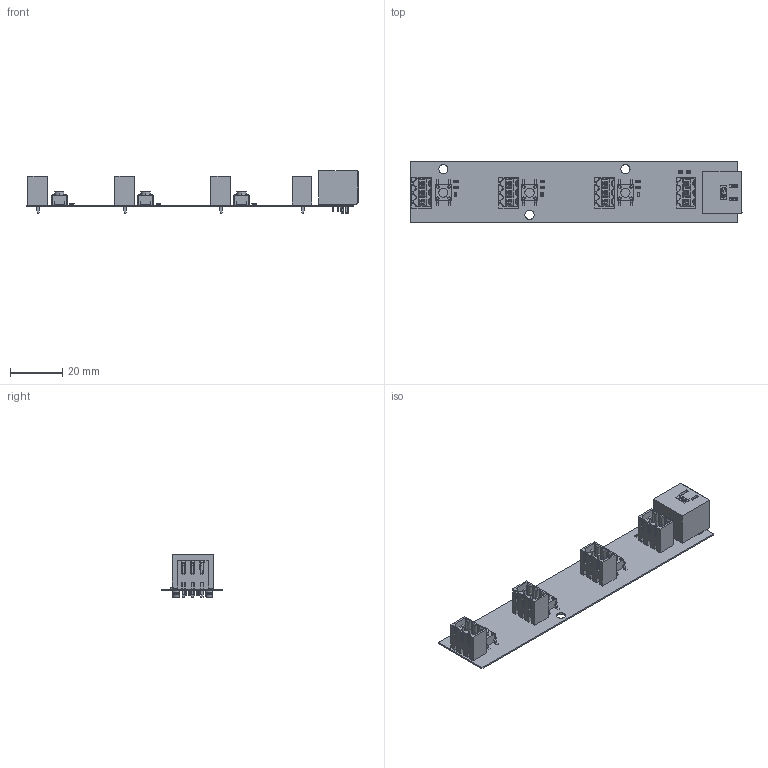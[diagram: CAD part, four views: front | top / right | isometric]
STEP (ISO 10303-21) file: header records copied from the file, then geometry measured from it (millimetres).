
FILE_DESCRIPTION(('Open CASCADE Model'),'2;1');
FILE_NAME('Open CASCADE Shape Model','2022-04-21T22:06:16',('Author'),( 'Open CASCADE'),'Open CASCADE STEP processor 6.8','Open CASCADE 6.8' ,'Unknown');
FILE_SCHEMA(('AUTOMOTIVE_DESIGN { 1 0 10303 214 1 1 1 1 }'));
Length unit declared in the file: millimetre
Products named in the file (32): PCB; Board; Open CASCADE STEP translator 6.8 3.1.1; J24; Conn_Amphenol_RJHSE-5080_eec; SW3; c-4-1437565-2-s-3d; SW2; SW1; R91; User_Library-RES_1609-0603; R90; R89; R88; R87; R86; R85; J28; SL_3.50_03_180G_3.2SN_OR_BX_1604480000; J27; J26; J25; D34; User_Library-LED_0603_R; User_Library-LED_0603_R_Pocket002; User_Library-LED_0603_R_Pad004; User_Library-LED_0603_R_Fillet; User_Library-LED_0603_R_Pocket001; User_Library-LED_0603_R_Pad; D33; D32; D31
Assembly tree (45 placements, depth 4):
  PCB
    Board
      Open CASCADE STEP translator 6.8 3.1.1
    J24
      Conn_Amphenol_RJHSE-5080_eec
    SW3
      c-4-1437565-2-s-3d
    SW2
      c-4-1437565-2-s-3d
    SW1
      c-4-1437565-2-s-3d
    R91
      User_Library-RES_1609-0603
    R90
      User_Library-RES_1609-0603
    R89
      User_Library-RES_1609-0603
    R88
      User_Library-RES_1609-0603
    R87
      User_Library-RES_1609-0603
    R86
      User_Library-RES_1609-0603
    R85
      User_Library-RES_1609-0603
    J28
      SL_3.50_03_180G_3.2SN_OR_BX_1604480000
    J27
      SL_3.50_03_180G_3.2SN_OR_BX_1604480000
    J26
      SL_3.50_03_180G_3.2SN_OR_BX_1604480000
    J25
      SL_3.50_03_180G_3.2SN_OR_BX_1604480000
    D34
      User_Library-LED_0603_R
        User_Library-LED_0603_R_Pocket002
        User_Library-LED_0603_R_Pad004
        User_Library-LED_0603_R_Fillet
        User_Library-LED_0603_R_Pocket001
        User_Library-LED_0603_R_Pad
    D33
      User_Library-LED_0603_R
        User_Library-LED_0603_R_Pocket002
        User_Library-LED_0603_R_Pad004
        User_Library-LED_0603_R_Fillet
        User_Library-LED_0603_R_Pocket001
        User_Library-LED_0603_R_Pad
    D32
      User_Library-LED_0603_R
        User_Library-LED_0603_R_Pocket002
        User_Library-LED_0603_R_Pad004
        User_Library-LED_0603_R_Fillet
        User_Library-LED_0603_R_Pocket001
        User_Library-LED_0603_R_Pad
    D31
      User_Library-LED_0603_R
        User_Library-LED_0603_R_Pocket002
        User_Library-LED_0603_R_Pad004
        User_Library-LED_0603_R_Fillet
        User_Library-LED_0603_R_Pocket001
Bounding box: 126.74 x 23.5 x 16.4 mm (x, y, z)
Volume: 5896.4 mm3; surface area: 13235.9 mm2
Topology: 53 solids, 57 shells, 2561 faces, 6905 edges, 4554 vertices
Faces by surface type: plane 1777, cylinder 361, bspline 302, extrusion 50, cone 45, revolution 26
Full cylindrical faces by diameter (mm): 0.89 x8, 1.4 x12, 3.25 x2, 3.5 x3
Entity records: 59134 total; most frequent: CARTESIAN_POINT 12822, ORIENTED_EDGE 6268, DIRECTION 5449, PRESENTATION_STYLE_ASSIGNMENT 3498, EDGE_CURVE 3135, OVER_RIDING_STYLED_ITEM 2780, CURVE_STYLE 2505, DRAUGHTING_PRE_DEFINED_CURVE_FONT 2505
